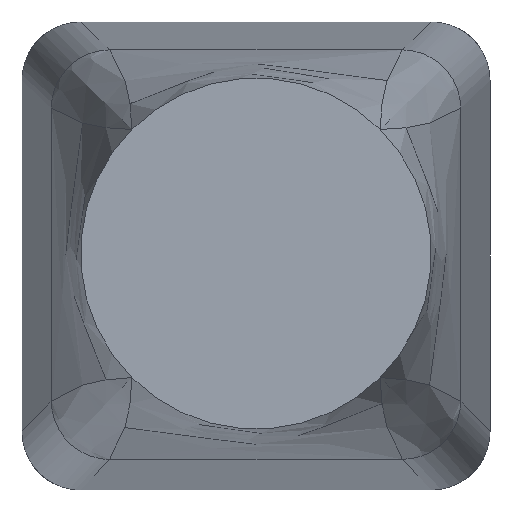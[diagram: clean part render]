
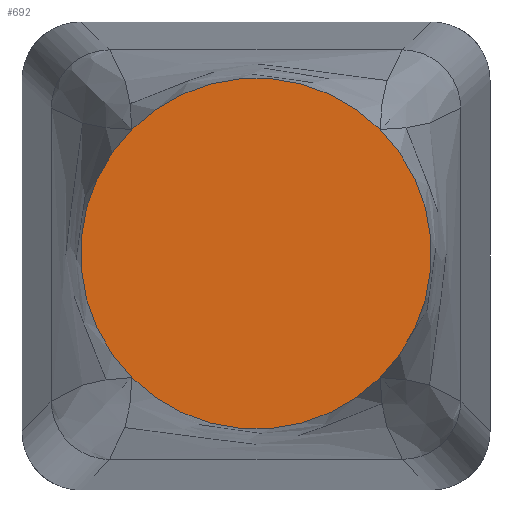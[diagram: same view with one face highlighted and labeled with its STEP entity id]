
A CAD part, top view. The second image highlights one B-rep face of the part: STEP entity #692.
In plain terms, the highlighted planar face has unit normal (0, 0, 1).
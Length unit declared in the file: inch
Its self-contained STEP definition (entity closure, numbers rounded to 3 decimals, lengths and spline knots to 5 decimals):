
#177 = CARTESIAN_POINT ( 'NONE',  ( -1.06066, 1.06066, 12. ) ) ;
#188 = CARTESIAN_POINT ( 'NONE',  ( 0., 0., 12. ) ) ;
#233 = CARTESIAN_POINT ( 'NONE',  ( -1.06066, -1.06066, 12. ) ) ;
#444 = AXIS2_PLACEMENT_3D ( 'NONE', #2192, #2760, #1346 ) ;
#550 = CARTESIAN_POINT ( 'NONE',  ( 0., 0., 12. ) ) ;
#564 = CIRCLE ( 'NONE', #3256, 1.5 ) ;
#692 = ADVANCED_FACE ( 'NONE', ( #1331 ), #2490, .T. ) ;
#848 = ORIENTED_EDGE ( 'NONE', *, *, #1215, .T. ) ;
#927 = AXIS2_PLACEMENT_3D ( 'NONE', #1086, #2745, #3323 ) ;
#935 = EDGE_LOOP ( 'NONE', ( #3198, #848, #1512, #993 ) ) ;
#982 = DIRECTION ( 'NONE',  ( 0., 0., 1. ) ) ;
#993 = ORIENTED_EDGE ( 'NONE', *, *, #1169, .T. ) ;
#1086 = CARTESIAN_POINT ( 'NONE',  ( 0., 0., 12. ) ) ;
#1169 = EDGE_CURVE ( 'NONE', #3526, #3265, #3011, .T. ) ;
#1177 = CARTESIAN_POINT ( 'NONE',  ( 1.06066, 1.06066, 12. ) ) ;
#1215 = EDGE_CURVE ( 'NONE', #2102, #2450, #3126, .T. ) ;
#1331 = FACE_OUTER_BOUND ( 'NONE', #935, .T. ) ;
#1346 = DIRECTION ( 'NONE',  ( 1., 0., 0. ) ) ;
#1401 = AXIS2_PLACEMENT_3D ( 'NONE', #1590, #982, #2972 ) ;
#1512 = ORIENTED_EDGE ( 'NONE', *, *, #2831, .T. ) ;
#1590 = CARTESIAN_POINT ( 'NONE',  ( 0., 0., 12. ) ) ;
#1895 = DIRECTION ( 'NONE',  ( 0., 0., 1. ) ) ;
#1919 = DIRECTION ( 'NONE',  ( 1., 0., 0. ) ) ;
#1933 = DIRECTION ( 'NONE',  ( 1., 0., 0. ) ) ;
#2102 = VERTEX_POINT ( 'NONE', #233 ) ;
#2192 = CARTESIAN_POINT ( 'NONE',  ( 0., 0., 12. ) ) ;
#2223 = EDGE_CURVE ( 'NONE', #3265, #2102, #2827, .T. ) ;
#2450 = VERTEX_POINT ( 'NONE', #3064 ) ;
#2490 = PLANE ( 'NONE',  #927 ) ;
#2745 = DIRECTION ( 'NONE',  ( 0., 0., 1. ) ) ;
#2760 = DIRECTION ( 'NONE',  ( 0., 0., 1. ) ) ;
#2827 = CIRCLE ( 'NONE', #1401, 1.5 ) ;
#2831 = EDGE_CURVE ( 'NONE', #2450, #3526, #564, .T. ) ;
#2972 = DIRECTION ( 'NONE',  ( 1., 0., 0. ) ) ;
#3011 = CIRCLE ( 'NONE', #444, 1.5 ) ;
#3064 = CARTESIAN_POINT ( 'NONE',  ( 1.06066, -1.06066, 12. ) ) ;
#3126 = CIRCLE ( 'NONE', #3302, 1.5 ) ;
#3198 = ORIENTED_EDGE ( 'NONE', *, *, #2223, .T. ) ;
#3256 = AXIS2_PLACEMENT_3D ( 'NONE', #550, #3325, #1919 ) ;
#3265 = VERTEX_POINT ( 'NONE', #177 ) ;
#3302 = AXIS2_PLACEMENT_3D ( 'NONE', #188, #1895, #1933 ) ;
#3323 = DIRECTION ( 'NONE',  ( 1., 0., 0. ) ) ;
#3325 = DIRECTION ( 'NONE',  ( 0., 0., 1. ) ) ;
#3526 = VERTEX_POINT ( 'NONE', #1177 ) ;
